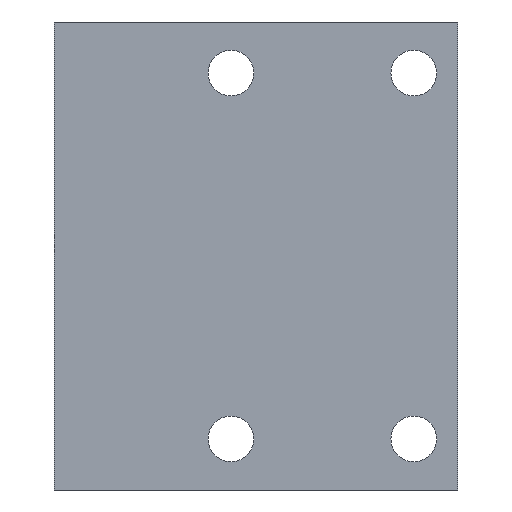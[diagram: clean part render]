
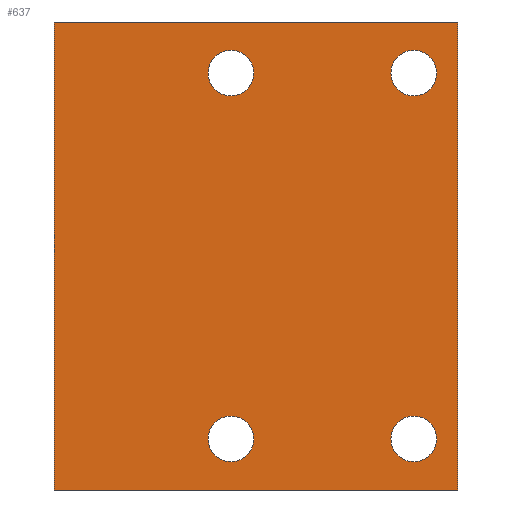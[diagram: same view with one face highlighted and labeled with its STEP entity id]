
A CAD part, front view. The second image highlights one B-rep face of the part: STEP entity #637.
In plain terms, the highlighted planar face has unit normal (0, -1, 0).
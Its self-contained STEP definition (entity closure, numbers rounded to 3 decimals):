
#39=FACE_BOUND('',#149,.T.);
#40=FACE_BOUND('',#150,.T.);
#41=FACE_BOUND('',#151,.T.);
#42=FACE_BOUND('',#152,.T.);
#67=CIRCLE('',#699,3.175);
#68=CIRCLE('',#700,3.175);
#69=CIRCLE('',#701,3.175);
#70=CIRCLE('',#702,3.175);
#107=FACE_OUTER_BOUND('',#148,.T.);
#148=EDGE_LOOP('',(#450,#451,#452,#453));
#149=EDGE_LOOP('',(#454));
#150=EDGE_LOOP('',(#455));
#151=EDGE_LOOP('',(#456));
#152=EDGE_LOOP('',(#457));
#217=LINE('',#992,#262);
#218=LINE('',#994,#263);
#219=LINE('',#996,#264);
#220=LINE('',#997,#265);
#262=VECTOR('',#783,10.);
#263=VECTOR('',#784,10.);
#264=VECTOR('',#785,10.);
#265=VECTOR('',#786,10.);
#307=VERTEX_POINT('',#990);
#308=VERTEX_POINT('',#991);
#309=VERTEX_POINT('',#993);
#310=VERTEX_POINT('',#995);
#311=VERTEX_POINT('',#998);
#312=VERTEX_POINT('',#1000);
#313=VERTEX_POINT('',#1002);
#314=VERTEX_POINT('',#1004);
#365=EDGE_CURVE('',#307,#308,#217,.T.);
#366=EDGE_CURVE('',#309,#307,#218,.T.);
#367=EDGE_CURVE('',#310,#309,#219,.T.);
#368=EDGE_CURVE('',#308,#310,#220,.T.);
#369=EDGE_CURVE('',#311,#311,#67,.T.);
#370=EDGE_CURVE('',#312,#312,#68,.T.);
#371=EDGE_CURVE('',#313,#313,#69,.T.);
#372=EDGE_CURVE('',#314,#314,#70,.T.);
#450=ORIENTED_EDGE('',*,*,#365,.F.);
#451=ORIENTED_EDGE('',*,*,#366,.F.);
#452=ORIENTED_EDGE('',*,*,#367,.F.);
#453=ORIENTED_EDGE('',*,*,#368,.F.);
#454=ORIENTED_EDGE('',*,*,#369,.T.);
#455=ORIENTED_EDGE('',*,*,#370,.T.);
#456=ORIENTED_EDGE('',*,*,#371,.T.);
#457=ORIENTED_EDGE('',*,*,#372,.T.);
#620=PLANE('',#698);
#637=ADVANCED_FACE('',(#107,#39,#40,#41,#42),#620,.F.);
#698=AXIS2_PLACEMENT_3D('',#989,#781,#782);
#699=AXIS2_PLACEMENT_3D('',#999,#787,#788);
#700=AXIS2_PLACEMENT_3D('',#1001,#789,#790);
#701=AXIS2_PLACEMENT_3D('',#1003,#791,#792);
#702=AXIS2_PLACEMENT_3D('',#1005,#793,#794);
#781=DIRECTION('center_axis',(0.,1.,0.));
#782=DIRECTION('ref_axis',(0.,0.,1.));
#783=DIRECTION('',(0.,0.,-1.));
#784=DIRECTION('',(1.,0.,0.));
#785=DIRECTION('',(0.,0.,1.));
#786=DIRECTION('',(-1.,0.,0.));
#787=DIRECTION('center_axis',(0.,1.,0.));
#788=DIRECTION('ref_axis',(-1.,0.,0.));
#789=DIRECTION('center_axis',(0.,1.,0.));
#790=DIRECTION('ref_axis',(-1.,0.,0.));
#791=DIRECTION('center_axis',(0.,1.,0.));
#792=DIRECTION('ref_axis',(-1.,0.,0.));
#793=DIRECTION('center_axis',(0.,1.,0.));
#794=DIRECTION('ref_axis',(-1.,0.,0.));
#989=CARTESIAN_POINT('Origin',(28.,-3.32,0.));
#990=CARTESIAN_POINT('',(56.,-3.32,32.5));
#991=CARTESIAN_POINT('',(56.,-3.32,-32.5));
#992=CARTESIAN_POINT('',(56.,-3.32,-32.5));
#993=CARTESIAN_POINT('',(0.,-3.32,32.5));
#994=CARTESIAN_POINT('',(56.,-3.32,32.5));
#995=CARTESIAN_POINT('',(0.,-3.32,-32.5));
#996=CARTESIAN_POINT('',(0.,-3.32,32.5));
#997=CARTESIAN_POINT('',(0.,-3.32,-32.5));
#998=CARTESIAN_POINT('',(21.339,-3.32,-25.4));
#999=CARTESIAN_POINT('Origin',(24.514,-3.32,-25.4));
#1000=CARTESIAN_POINT('',(21.339,-3.32,25.4));
#1001=CARTESIAN_POINT('Origin',(24.514,-3.32,25.4));
#1002=CARTESIAN_POINT('',(46.739,-3.32,-25.4));
#1003=CARTESIAN_POINT('Origin',(49.914,-3.32,-25.4));
#1004=CARTESIAN_POINT('',(46.739,-3.32,25.4));
#1005=CARTESIAN_POINT('Origin',(49.914,-3.32,25.4));
